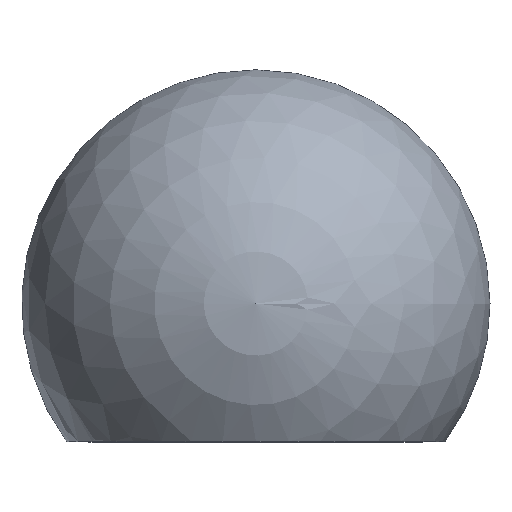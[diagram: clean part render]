
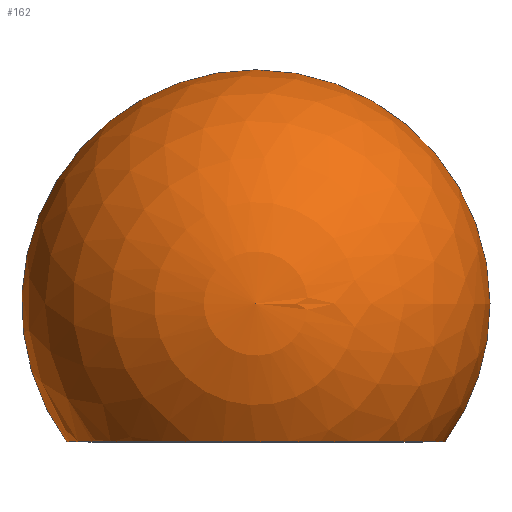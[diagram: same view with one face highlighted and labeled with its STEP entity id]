
A CAD part, top view. The second image highlights one B-rep face of the part: STEP entity #162.
In plain terms, the highlighted spherical face has radius 23.6 mm.
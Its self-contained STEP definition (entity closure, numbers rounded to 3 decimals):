
#9 = CARTESIAN_POINT ( 'NONE',  ( 0., 10.181, 0. ) ) ;
#15 = CIRCLE ( 'NONE', #225, 23.6 ) ;
#24 = AXIS2_PLACEMENT_3D ( 'NONE', #52, #248, #274 ) ;
#32 = CARTESIAN_POINT ( 'NONE',  ( -19.072, 10.181, 0. ) ) ;
#48 = CIRCLE ( 'NONE', #90, 23.6 ) ;
#52 = CARTESIAN_POINT ( 'NONE',  ( 0., 24.081, 0. ) ) ;
#54 = EDGE_LOOP ( 'NONE', ( #219, #79, #150 ) ) ;
#59 = EDGE_CURVE ( 'NONE', #227, #273, #48, .T. ) ;
#77 = CARTESIAN_POINT ( 'NONE',  ( 19.072, 10.181, 0. ) ) ;
#79 = ORIENTED_EDGE ( 'NONE', *, *, #114, .T. ) ;
#90 = AXIS2_PLACEMENT_3D ( 'NONE', #275, #200, #92 ) ;
#92 = DIRECTION ( 'NONE',  ( 1., 0., 0. ) ) ;
#95 = CARTESIAN_POINT ( 'NONE',  ( 0., 47.681, 0. ) ) ;
#98 = SPHERICAL_SURFACE ( 'NONE', #24, 23.6 ) ;
#114 = EDGE_CURVE ( 'NONE', #241, #227, #260, .T. ) ;
#136 = DIRECTION ( 'NONE',  ( 0., 0., -1. ) ) ;
#150 = ORIENTED_EDGE ( 'NONE', *, *, #59, .T. ) ;
#159 = DIRECTION ( 'NONE',  ( 0., 1., 0. ) ) ;
#162 = ADVANCED_FACE ( 'NONE', ( #246 ), #98, .T. ) ;
#178 = AXIS2_PLACEMENT_3D ( 'NONE', #9, #159, #203 ) ;
#200 = DIRECTION ( 'NONE',  ( 0., 0., 1. ) ) ;
#203 = DIRECTION ( 'NONE',  ( 0., 0., 1. ) ) ;
#210 = EDGE_CURVE ( 'NONE', #241, #273, #15, .T. ) ;
#219 = ORIENTED_EDGE ( 'NONE', *, *, #210, .F. ) ;
#225 = AXIS2_PLACEMENT_3D ( 'NONE', #265, #136, #258 ) ;
#227 = VERTEX_POINT ( 'NONE', #77 ) ;
#241 = VERTEX_POINT ( 'NONE', #32 ) ;
#246 = FACE_OUTER_BOUND ( 'NONE', #54, .T. ) ;
#248 = DIRECTION ( 'NONE',  ( 0., 0., -1. ) ) ;
#258 = DIRECTION ( 'NONE',  ( -1., 0., 0. ) ) ;
#260 = CIRCLE ( 'NONE', #178, 19.072 ) ;
#265 = CARTESIAN_POINT ( 'NONE',  ( 0., 24.081, 0. ) ) ;
#273 = VERTEX_POINT ( 'NONE', #95 ) ;
#274 = DIRECTION ( 'NONE',  ( 1., 0., 0. ) ) ;
#275 = CARTESIAN_POINT ( 'NONE',  ( 0., 24.081, 0. ) ) ;
